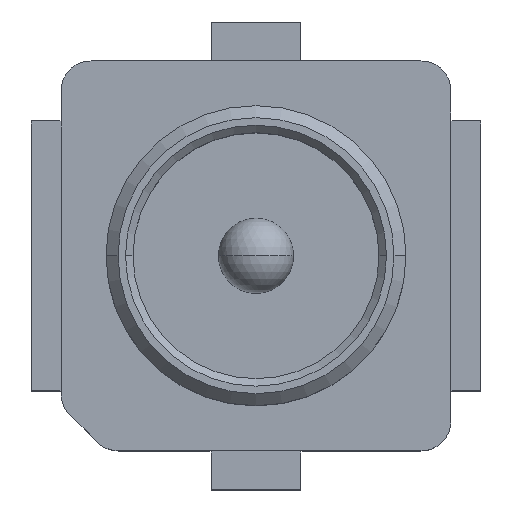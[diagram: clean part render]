
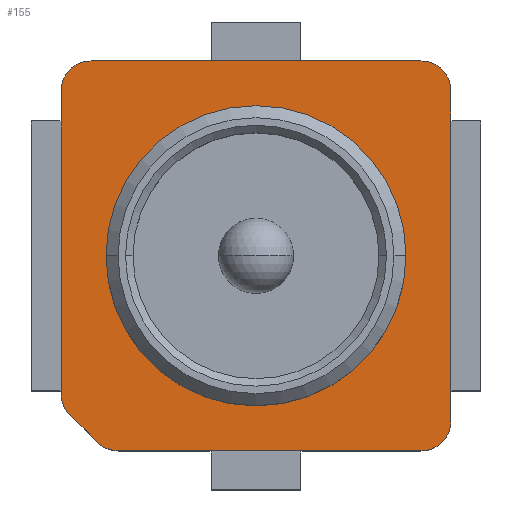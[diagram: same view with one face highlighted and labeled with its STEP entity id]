
A CAD part, top view. The second image highlights one B-rep face of the part: STEP entity #155.
In plain terms, the highlighted planar face has unit normal (0, 0, 1).
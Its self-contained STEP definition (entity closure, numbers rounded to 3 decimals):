
#25 = CARTESIAN_POINT ( 'NONE',  ( -1.241, -1.059, 0.35 ) ) ;
#78 = AXIS2_PLACEMENT_3D ( 'NONE', #1361, #11883, #7801 ) ;
#92 = VERTEX_POINT ( 'NONE', #7371 ) ;
#108 = DIRECTION ( 'NONE',  ( 0., 1., 0. ) ) ;
#155 = ADVANCED_FACE ( 'NONE', ( #7570, #914 ), #4276, .T. ) ;
#244 = CIRCLE ( 'NONE', #4717, 0.2 ) ;
#464 = CIRCLE ( 'NONE', #8519, 0.2 ) ;
#648 = CARTESIAN_POINT ( 'NONE',  ( -1.3, -0.917, 0.35 ) ) ;
#651 = VERTEX_POINT ( 'NONE', #3986 ) ;
#914 = FACE_OUTER_BOUND ( 'NONE', #6372, .T. ) ;
#1032 = EDGE_CURVE ( 'NONE', #11187, #5473, #10249, .T. ) ;
#1040 = ORIENTED_EDGE ( 'NONE', *, *, #6671, .F. ) ;
#1170 = VERTEX_POINT ( 'NONE', #7044 ) ;
#1173 = ORIENTED_EDGE ( 'NONE', *, *, #5729, .T. ) ;
#1302 = LINE ( 'NONE', #5643, #4346 ) ;
#1361 = CARTESIAN_POINT ( 'NONE',  ( -1.1, -0.917, 0.35 ) ) ;
#1379 = CARTESIAN_POINT ( 'NONE',  ( 1., 0., 0.35 ) ) ;
#1472 = CARTESIAN_POINT ( 'NONE',  ( -1.15, -1.15, 0.35 ) ) ;
#1519 = DIRECTION ( 'NONE',  ( 1., 0., 0. ) ) ;
#1567 = CARTESIAN_POINT ( 'NONE',  ( -1.3, 1.3, 0.35 ) ) ;
#1795 = DIRECTION ( 'NONE',  ( 0., -1., 0. ) ) ;
#1800 = AXIS2_PLACEMENT_3D ( 'NONE', #8044, #3863, #8120 ) ;
#2396 = CARTESIAN_POINT ( 'NONE',  ( 0., 0., 0.35 ) ) ;
#2508 = CARTESIAN_POINT ( 'NONE',  ( 1.3, -1.1, 0.35 ) ) ;
#2696 = ORIENTED_EDGE ( 'NONE', *, *, #8565, .T. ) ;
#2787 = CARTESIAN_POINT ( 'NONE',  ( -1.3, 1.3, 0.35 ) ) ;
#2877 = DIRECTION ( 'NONE',  ( 0., 0., 1. ) ) ;
#3136 = CARTESIAN_POINT ( 'NONE',  ( -1.1, 1.3, 0.35 ) ) ;
#3182 = EDGE_CURVE ( 'NONE', #9004, #5644, #11083, .T. ) ;
#3399 = VECTOR ( 'NONE', #13342, 1000. ) ;
#3422 = EDGE_CURVE ( 'NONE', #92, #3942, #11869, .T. ) ;
#3551 = DIRECTION ( 'NONE',  ( 1., 0., 0. ) ) ;
#3734 = EDGE_LOOP ( 'NONE', ( #11789, #1040 ) ) ;
#3863 = DIRECTION ( 'NONE',  ( 0., 0., 1. ) ) ;
#3942 = VERTEX_POINT ( 'NONE', #1379 ) ;
#3986 = CARTESIAN_POINT ( 'NONE',  ( -0.917, -1.3, 0.35 ) ) ;
#4088 = DIRECTION ( 'NONE',  ( -1., 0., 0. ) ) ;
#4168 = AXIS2_PLACEMENT_3D ( 'NONE', #8631, #12972, #11876 ) ;
#4276 = PLANE ( 'NONE',  #13600 ) ;
#4346 = VECTOR ( 'NONE', #108, 1000. ) ;
#4454 = EDGE_CURVE ( 'NONE', #1170, #9004, #464, .T. ) ;
#4494 = CARTESIAN_POINT ( 'NONE',  ( 1.1, 1.3, 0.35 ) ) ;
#4541 = EDGE_CURVE ( 'NONE', #5644, #9998, #244, .T. ) ;
#4594 = ORIENTED_EDGE ( 'NONE', *, *, #8981, .T. ) ;
#4717 = AXIS2_PLACEMENT_3D ( 'NONE', #12257, #12036, #3551 ) ;
#5236 = LINE ( 'NONE', #7708, #12594 ) ;
#5473 = VERTEX_POINT ( 'NONE', #2508 ) ;
#5643 = CARTESIAN_POINT ( 'NONE',  ( 1.3, 1.3, 0.35 ) ) ;
#5644 = VERTEX_POINT ( 'NONE', #3136 ) ;
#5729 = EDGE_CURVE ( 'NONE', #5473, #1170, #1302, .T. ) ;
#5994 = VECTOR ( 'NONE', #1795, 1000. ) ;
#6031 = ORIENTED_EDGE ( 'NONE', *, *, #13622, .T. ) ;
#6372 = EDGE_LOOP ( 'NONE', ( #12540, #2696, #4594, #7490, #1173, #7258, #7928, #6586, #6031, #6746 ) ) ;
#6395 = CARTESIAN_POINT ( 'NONE',  ( 1.1, -1.3, 0.35 ) ) ;
#6586 = ORIENTED_EDGE ( 'NONE', *, *, #4541, .T. ) ;
#6588 = CARTESIAN_POINT ( 'NONE',  ( 1.1, 1.1, 0.35 ) ) ;
#6652 = DIRECTION ( 'NONE',  ( 0., 0., 1. ) ) ;
#6671 = EDGE_CURVE ( 'NONE', #3942, #92, #8190, .T. ) ;
#6746 = ORIENTED_EDGE ( 'NONE', *, *, #11734, .T. ) ;
#6933 = DIRECTION ( 'NONE',  ( 1., 0., 0. ) ) ;
#6981 = CARTESIAN_POINT ( 'NONE',  ( 1.1, -1.1, 0.35 ) ) ;
#7044 = CARTESIAN_POINT ( 'NONE',  ( 1.3, 1.1, 0.35 ) ) ;
#7258 = ORIENTED_EDGE ( 'NONE', *, *, #4454, .T. ) ;
#7371 = CARTESIAN_POINT ( 'NONE',  ( -1., 0., 0.35 ) ) ;
#7490 = ORIENTED_EDGE ( 'NONE', *, *, #1032, .T. ) ;
#7570 = FACE_BOUND ( 'NONE', #3734, .T. ) ;
#7708 = CARTESIAN_POINT ( 'NONE',  ( -1.3, -1.3, 0.35 ) ) ;
#7766 = DIRECTION ( 'NONE',  ( 1., 0., 0. ) ) ;
#7801 = DIRECTION ( 'NONE',  ( 1., 0., 0. ) ) ;
#7928 = ORIENTED_EDGE ( 'NONE', *, *, #3182, .T. ) ;
#8044 = CARTESIAN_POINT ( 'NONE',  ( 0., 0., 0.35 ) ) ;
#8120 = DIRECTION ( 'NONE',  ( 1., 0., 0. ) ) ;
#8152 = CARTESIAN_POINT ( 'NONE',  ( -1.059, -1.241, 0.35 ) ) ;
#8190 = CIRCLE ( 'NONE', #4168, 1. ) ;
#8419 = CARTESIAN_POINT ( 'NONE',  ( -1.3, 1.1, 0.35 ) ) ;
#8519 = AXIS2_PLACEMENT_3D ( 'NONE', #6588, #12890, #9645 ) ;
#8565 = EDGE_CURVE ( 'NONE', #13702, #651, #10067, .T. ) ;
#8631 = CARTESIAN_POINT ( 'NONE',  ( 0., 0., 0.35 ) ) ;
#8981 = EDGE_CURVE ( 'NONE', #651, #11187, #5236, .T. ) ;
#9004 = VERTEX_POINT ( 'NONE', #4494 ) ;
#9268 = LINE ( 'NONE', #2787, #5994 ) ;
#9333 = EDGE_CURVE ( 'NONE', #13792, #13702, #10069, .T. ) ;
#9407 = VECTOR ( 'NONE', #4088, 1000. ) ;
#9604 = AXIS2_PLACEMENT_3D ( 'NONE', #12498, #2877, #6933 ) ;
#9645 = DIRECTION ( 'NONE',  ( 1., 0., 0. ) ) ;
#9896 = DIRECTION ( 'NONE',  ( 0., 0., 1. ) ) ;
#9998 = VERTEX_POINT ( 'NONE', #8419 ) ;
#10067 = CIRCLE ( 'NONE', #9604, 0.2 ) ;
#10069 = LINE ( 'NONE', #1472, #3399 ) ;
#10249 = CIRCLE ( 'NONE', #13422, 0.2 ) ;
#11044 = VERTEX_POINT ( 'NONE', #648 ) ;
#11083 = LINE ( 'NONE', #1567, #9407 ) ;
#11187 = VERTEX_POINT ( 'NONE', #6395 ) ;
#11500 = CIRCLE ( 'NONE', #78, 0.2 ) ;
#11734 = EDGE_CURVE ( 'NONE', #11044, #13792, #11500, .T. ) ;
#11789 = ORIENTED_EDGE ( 'NONE', *, *, #3422, .F. ) ;
#11869 = CIRCLE ( 'NONE', #1800, 1. ) ;
#11876 = DIRECTION ( 'NONE',  ( 1., 0., 0. ) ) ;
#11883 = DIRECTION ( 'NONE',  ( 0., 0., 1. ) ) ;
#12002 = DIRECTION ( 'NONE',  ( 1., 0., 0. ) ) ;
#12036 = DIRECTION ( 'NONE',  ( 0., 0., 1. ) ) ;
#12257 = CARTESIAN_POINT ( 'NONE',  ( -1.1, 1.1, 0.35 ) ) ;
#12498 = CARTESIAN_POINT ( 'NONE',  ( -0.917, -1.1, 0.35 ) ) ;
#12540 = ORIENTED_EDGE ( 'NONE', *, *, #9333, .T. ) ;
#12594 = VECTOR ( 'NONE', #12002, 1000. ) ;
#12890 = DIRECTION ( 'NONE',  ( 0., 0., 1. ) ) ;
#12972 = DIRECTION ( 'NONE',  ( 0., 0., 1. ) ) ;
#13342 = DIRECTION ( 'NONE',  ( 0.707, -0.707, 0. ) ) ;
#13422 = AXIS2_PLACEMENT_3D ( 'NONE', #6981, #9896, #1519 ) ;
#13600 = AXIS2_PLACEMENT_3D ( 'NONE', #2396, #6652, #7766 ) ;
#13622 = EDGE_CURVE ( 'NONE', #9998, #11044, #9268, .T. ) ;
#13702 = VERTEX_POINT ( 'NONE', #8152 ) ;
#13792 = VERTEX_POINT ( 'NONE', #25 ) ;
